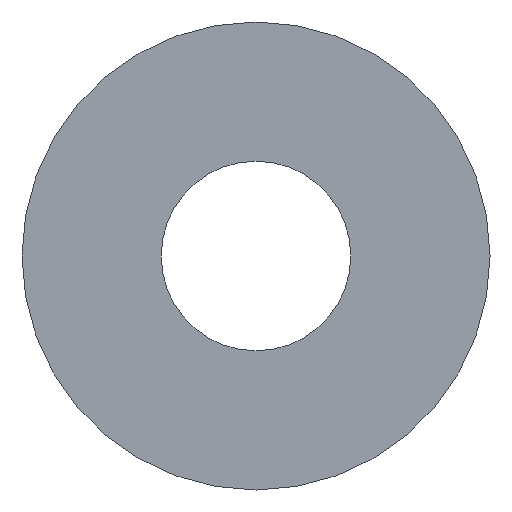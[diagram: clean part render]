
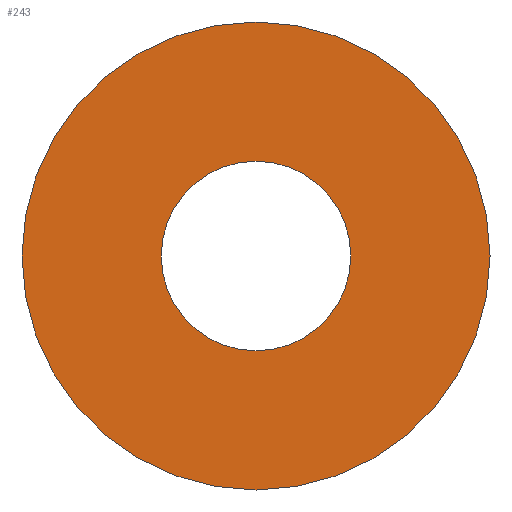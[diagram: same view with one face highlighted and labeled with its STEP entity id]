
A CAD part, front view. The second image highlights one B-rep face of the part: STEP entity #243.
In plain terms, the highlighted planar face has unit normal (0, -1, 0).
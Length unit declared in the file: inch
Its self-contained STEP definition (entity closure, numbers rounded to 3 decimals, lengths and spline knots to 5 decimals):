
#45 = VERTEX_POINT ( 'NONE', #332 ) ;
#47 = EDGE_CURVE ( 'NONE', #45, #48, #331, .T. ) ;
#48 = VERTEX_POINT ( 'NONE', #326 ) ;
#60 = VERTEX_POINT ( 'NONE', #368 ) ;
#62 = EDGE_CURVE ( 'NONE', #60, #63, #367, .T. ) ;
#63 = VERTEX_POINT ( 'NONE', #362 ) ;
#186 = EDGE_CURVE ( 'NONE', #48, #45, #467, .T. ) ;
#242 = EDGE_CURVE ( 'NONE', #63, #60, #597, .T. ) ;
#243 = ADVANCED_FACE ( 'NONE', ( #592, #591 ), #589, .F. ) ;
#244 = EDGE_LOOP ( 'NONE', ( #245, #246 ) ) ;
#245 = ORIENTED_EDGE ( 'NONE', *, *, #242, .F. ) ;
#246 = ORIENTED_EDGE ( 'NONE', *, *, #62, .F. ) ;
#247 = EDGE_LOOP ( 'NONE', ( #248, #249 ) ) ;
#248 = ORIENTED_EDGE ( 'NONE', *, *, #186, .F. ) ;
#249 = ORIENTED_EDGE ( 'NONE', *, *, #47, .F. ) ;
#326 = CARTESIAN_POINT ( 'NONE',  ( 0., 0., -0.1975 ) ) ;
#327 = DIRECTION ( 'NONE',  ( 0., 0., -1. ) ) ;
#328 = DIRECTION ( 'NONE',  ( 0., 1., 0. ) ) ;
#329 = CARTESIAN_POINT ( 'NONE',  ( 0., 0., 0. ) ) ;
#330 = AXIS2_PLACEMENT_3D ( 'NONE', #329, #328, #327 ) ;
#331 = CIRCLE ( 'NONE', #330, 0.1975 ) ;
#332 = CARTESIAN_POINT ( 'NONE',  ( 0., 0., 0.1975 ) ) ;
#362 = CARTESIAN_POINT ( 'NONE',  ( 0., 0., -0.08 ) ) ;
#363 = DIRECTION ( 'NONE',  ( 0., 0., -1. ) ) ;
#364 = DIRECTION ( 'NONE',  ( 0., -1., 0. ) ) ;
#365 = CARTESIAN_POINT ( 'NONE',  ( 0., 0., 0. ) ) ;
#366 = AXIS2_PLACEMENT_3D ( 'NONE', #365, #364, #363 ) ;
#367 = CIRCLE ( 'NONE', #366, 0.08 ) ;
#368 = CARTESIAN_POINT ( 'NONE',  ( 0., 0., 0.08 ) ) ;
#467 = CIRCLE ( 'NONE', #526, 0.1975 ) ;
#523 = DIRECTION ( 'NONE',  ( 0., 0., -1. ) ) ;
#524 = DIRECTION ( 'NONE',  ( 0., 1., 0. ) ) ;
#525 = CARTESIAN_POINT ( 'NONE',  ( 0., 0., 0. ) ) ;
#526 = AXIS2_PLACEMENT_3D ( 'NONE', #525, #524, #523 ) ;
#589 = PLANE ( 'NONE',  #590 ) ;
#590 = AXIS2_PLACEMENT_3D ( 'NONE', #635, #634, #633 ) ;
#591 = FACE_OUTER_BOUND ( 'NONE', #247, .T. ) ;
#592 = FACE_BOUND ( 'NONE', #244, .T. ) ;
#593 = DIRECTION ( 'NONE',  ( 0., 0., -1. ) ) ;
#594 = DIRECTION ( 'NONE',  ( 0., -1., 0. ) ) ;
#595 = CARTESIAN_POINT ( 'NONE',  ( 0., 0., 0. ) ) ;
#596 = AXIS2_PLACEMENT_3D ( 'NONE', #595, #594, #593 ) ;
#597 = CIRCLE ( 'NONE', #596, 0.08 ) ;
#633 = DIRECTION ( 'NONE',  ( 0., 0., 1. ) ) ;
#634 = DIRECTION ( 'NONE',  ( 0., 1., 0. ) ) ;
#635 = CARTESIAN_POINT ( 'NONE',  ( 0., 0., 0. ) ) ;
